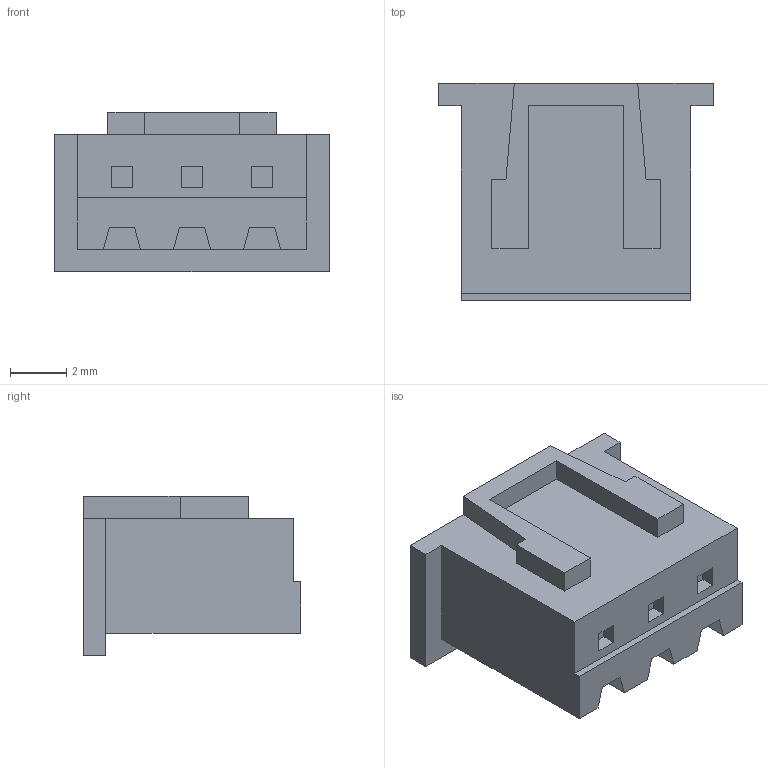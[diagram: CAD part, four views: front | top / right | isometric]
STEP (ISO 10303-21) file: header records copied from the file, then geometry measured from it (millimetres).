
FILE_DESCRIPTION(/* description */ ('STEP AP214'),/* implementation_level */ '2;1');
FILE_NAME(/* name */ 'XHP-3.step',/* time_stamp */ '2025-11-18T10:59:35-05:00',/* author */ (''),/* organization */ (''),/* preprocessor_version */ 'ST-DEVELOPER v20.1',/* originating_system */ 'Autodesk Translation Framework v14.21.0.0',/* authorisation */ '');
FILE_SCHEMA (('AUTOMOTIVE_DESIGN { 1 0 10303 214 3 1 1 }'));
Length unit declared in the file: inch
Products named in the file (1): XHP-3
Bounding box: 9.8 x 7.75 x 5.7 mm (x, y, z)
Volume: 259.6 mm3; surface area: 355.4 mm2
Topology: 1 solids, 1 shells, 84 faces, 219 edges, 146 vertices
Faces by surface type: plane 81, cylinder 3
Full cylindrical faces by diameter (mm): 1 x3
Entity records: 2571 total; most frequent: CARTESIAN_POINT 450, ORIENTED_EDGE 438, DIRECTION 395, EDGE_CURVE 219, LINE 213, VECTOR 213, VERTEX_POINT 146, EDGE_LOOP 93
